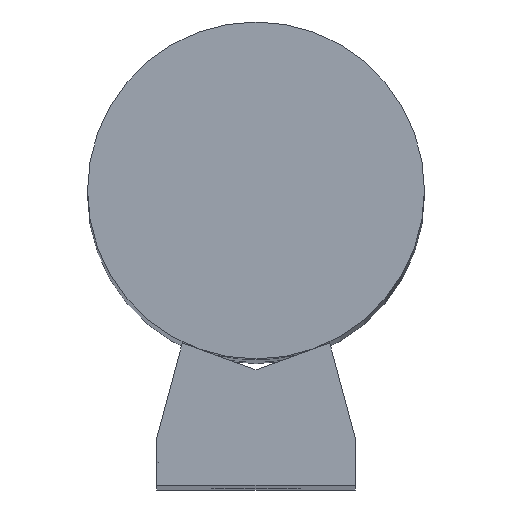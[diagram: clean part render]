
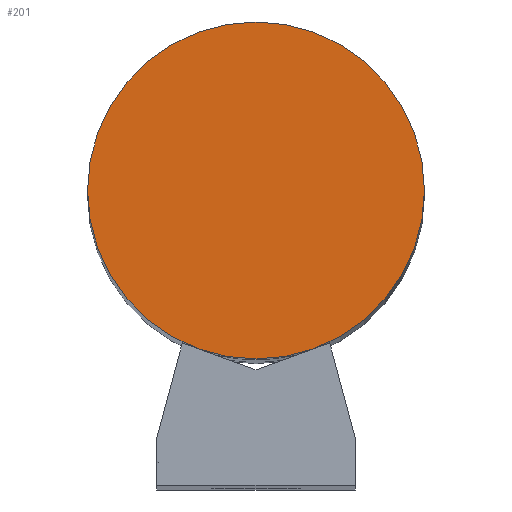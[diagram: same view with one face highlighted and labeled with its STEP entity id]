
A CAD part, top view. The second image highlights one B-rep face of the part: STEP entity #201.
In plain terms, the highlighted planar face has unit normal (0, 0, 1).
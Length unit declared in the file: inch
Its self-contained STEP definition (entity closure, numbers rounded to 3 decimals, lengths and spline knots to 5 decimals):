
#50 = CIRCLE ( 'NONE', #1106, 1. ) ;
#81 = ORIENTED_EDGE ( 'NONE', *, *, #1310, .T. ) ;
#157 = AXIS2_PLACEMENT_3D ( 'NONE', #1097, #780, #1245 ) ;
#201 = ADVANCED_FACE ( 'NONE', ( #906 ), #1198, .T. ) ;
#375 = EDGE_LOOP ( 'NONE', ( #1515, #81 ) ) ;
#605 = DIRECTION ( 'NONE',  ( 1., 0., 0. ) ) ;
#780 = DIRECTION ( 'NONE',  ( 0., 0., 1. ) ) ;
#837 = CIRCLE ( 'NONE', #1408, 1. ) ;
#888 = EDGE_CURVE ( 'NONE', #962, #1777, #50, .T. ) ;
#906 = FACE_OUTER_BOUND ( 'NONE', #375, .T. ) ;
#962 = VERTEX_POINT ( 'NONE', #1422 ) ;
#1005 = CARTESIAN_POINT ( 'NONE',  ( -1., 1.75, 0. ) ) ;
#1097 = CARTESIAN_POINT ( 'NONE',  ( 0., 1.75, 0. ) ) ;
#1106 = AXIS2_PLACEMENT_3D ( 'NONE', #1665, #1365, #605 ) ;
#1198 = PLANE ( 'NONE',  #157 ) ;
#1245 = DIRECTION ( 'NONE',  ( 1., 0., 0. ) ) ;
#1310 = EDGE_CURVE ( 'NONE', #1777, #962, #837, .T. ) ;
#1360 = CARTESIAN_POINT ( 'NONE',  ( 0., 1.75, 0. ) ) ;
#1365 = DIRECTION ( 'NONE',  ( 0., 0., 1. ) ) ;
#1408 = AXIS2_PLACEMENT_3D ( 'NONE', #1360, #1484, #1618 ) ;
#1422 = CARTESIAN_POINT ( 'NONE',  ( 1., 1.75, 0. ) ) ;
#1484 = DIRECTION ( 'NONE',  ( 0., 0., 1. ) ) ;
#1515 = ORIENTED_EDGE ( 'NONE', *, *, #888, .T. ) ;
#1618 = DIRECTION ( 'NONE',  ( 1., 0., 0. ) ) ;
#1665 = CARTESIAN_POINT ( 'NONE',  ( 0., 1.75, 0. ) ) ;
#1777 = VERTEX_POINT ( 'NONE', #1005 ) ;
